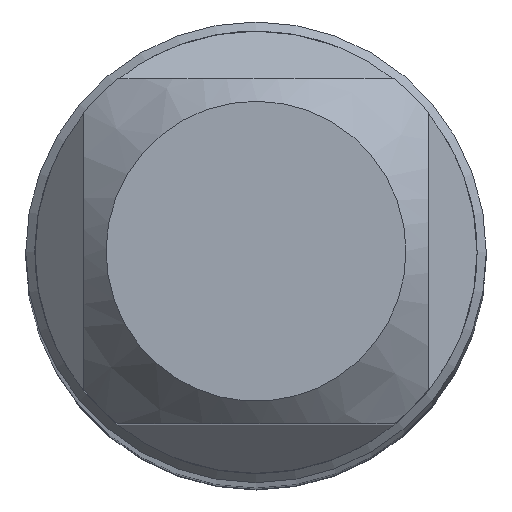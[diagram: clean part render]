
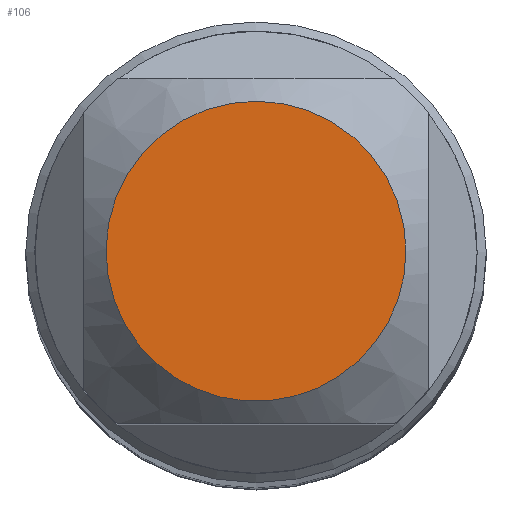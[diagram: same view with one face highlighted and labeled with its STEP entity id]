
A CAD part, top view. The second image highlights one B-rep face of the part: STEP entity #106.
In plain terms, the highlighted planar face has unit normal (0, 0, 1).
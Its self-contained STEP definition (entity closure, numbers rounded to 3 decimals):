
#70=PLANE('',#419);
#82=FACE_OUTER_BOUND('',#170,.T.);
#106=ADVANCED_FACE('',(#82),#70,.F.);
#170=EDGE_LOOP('',(#208));
#208=ORIENTED_EDGE('',*,*,#309,.T.);
#279=VERTEX_POINT('',#616);
#309=EDGE_CURVE('',#279,#279,#347,.T.);
#347=CIRCLE('',#418,2.109);
#418=AXIS2_PLACEMENT_3D('',#615,#486,#487);
#419=AXIS2_PLACEMENT_3D('',#617,#488,#489);
#486=DIRECTION('',(0.,0.,1.));
#487=DIRECTION('',(1.,0.,0.));
#488=DIRECTION('',(0.,0.,-1.));
#489=DIRECTION('',(-1.,0.,0.));
#615=CARTESIAN_POINT('',(0.,0.,0.));
#616=CARTESIAN_POINT('',(2.109,0.,0.));
#617=CARTESIAN_POINT('',(3.439,0.,0.));
